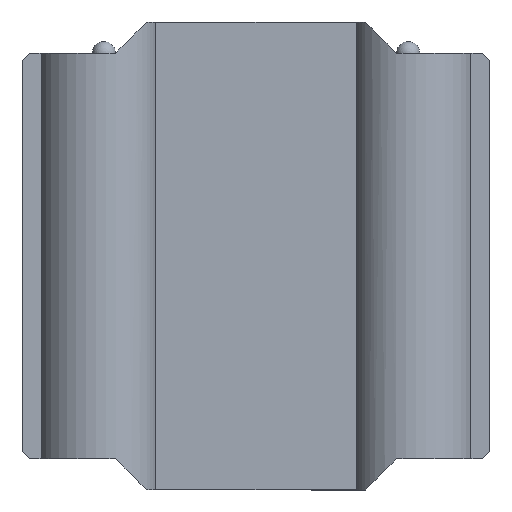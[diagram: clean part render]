
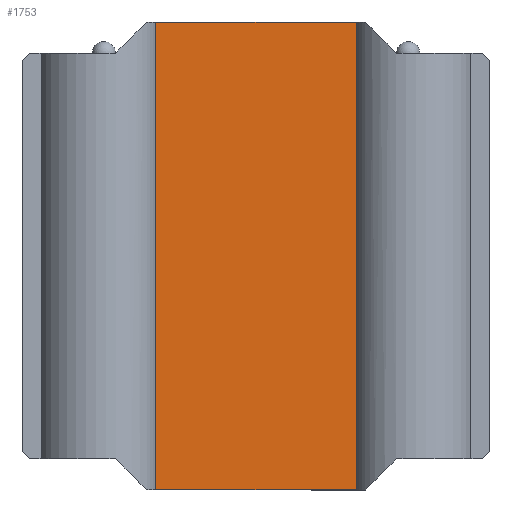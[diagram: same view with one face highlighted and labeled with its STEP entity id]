
A CAD part, front view. The second image highlights one B-rep face of the part: STEP entity #1753.
In plain terms, the highlighted planar face has unit normal (0, -1, 0).
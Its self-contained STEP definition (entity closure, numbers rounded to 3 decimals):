
#52 = EDGE_CURVE ( 'NONE', #1283, #1115, #2907, .T. ) ;
#98 = EDGE_LOOP ( 'NONE', ( #1677, #3762, #675, #2096 ) ) ;
#171 = VECTOR ( 'NONE', #2614, 1000. ) ;
#207 = VERTEX_POINT ( 'NONE', #627 ) ;
#377 = DIRECTION ( 'NONE',  ( 1., 0., 0. ) ) ;
#405 = LINE ( 'NONE', #2705, #949 ) ;
#523 = AXIS2_PLACEMENT_3D ( 'NONE', #2025, #2041, #2629 ) ;
#627 = CARTESIAN_POINT ( 'NONE',  ( 1.05, 0.41, 2.45 ) ) ;
#649 = PLANE ( 'NONE',  #523 ) ;
#675 = ORIENTED_EDGE ( 'NONE', *, *, #52, .F. ) ;
#794 = LINE ( 'NONE', #2848, #933 ) ;
#933 = VECTOR ( 'NONE', #3484, 1000. ) ;
#949 = VECTOR ( 'NONE', #377, 1000. ) ;
#1115 = VERTEX_POINT ( 'NONE', #2525 ) ;
#1283 = VERTEX_POINT ( 'NONE', #3025 ) ;
#1401 = CARTESIAN_POINT ( 'NONE',  ( 1.05, 0.41, -2.45 ) ) ;
#1493 = CARTESIAN_POINT ( 'NONE',  ( 1.143, 0.41, -2.45 ) ) ;
#1620 = VERTEX_POINT ( 'NONE', #1630 ) ;
#1630 = CARTESIAN_POINT ( 'NONE',  ( -1.05, 0.41, 2.45 ) ) ;
#1658 = LINE ( 'NONE', #1401, #3317 ) ;
#1677 = ORIENTED_EDGE ( 'NONE', *, *, #1794, .F. ) ;
#1753 = ADVANCED_FACE ( 'NONE', ( #2792 ), #649, .F. ) ;
#1794 = EDGE_CURVE ( 'NONE', #1620, #207, #405, .T. ) ;
#2025 = CARTESIAN_POINT ( 'NONE',  ( 0., 0.41, 0. ) ) ;
#2041 = DIRECTION ( 'NONE',  ( 0., 1., 0. ) ) ;
#2096 = ORIENTED_EDGE ( 'NONE', *, *, #2570, .T. ) ;
#2525 = CARTESIAN_POINT ( 'NONE',  ( -1.05, 0.41, -2.45 ) ) ;
#2550 = EDGE_CURVE ( 'NONE', #1115, #1620, #794, .T. ) ;
#2570 = EDGE_CURVE ( 'NONE', #1283, #207, #1658, .T. ) ;
#2614 = DIRECTION ( 'NONE',  ( -1., 0., 0. ) ) ;
#2629 = DIRECTION ( 'NONE',  ( 0., 0., 1. ) ) ;
#2705 = CARTESIAN_POINT ( 'NONE',  ( -1.143, 0.41, 2.45 ) ) ;
#2792 = FACE_OUTER_BOUND ( 'NONE', #98, .T. ) ;
#2848 = CARTESIAN_POINT ( 'NONE',  ( -1.05, 0.41, -2.45 ) ) ;
#2907 = LINE ( 'NONE', #1493, #171 ) ;
#3025 = CARTESIAN_POINT ( 'NONE',  ( 1.05, 0.41, -2.45 ) ) ;
#3317 = VECTOR ( 'NONE', #3391, 1000. ) ;
#3391 = DIRECTION ( 'NONE',  ( 0., 0., 1. ) ) ;
#3484 = DIRECTION ( 'NONE',  ( 0., 0., 1. ) ) ;
#3762 = ORIENTED_EDGE ( 'NONE', *, *, #2550, .F. ) ;
